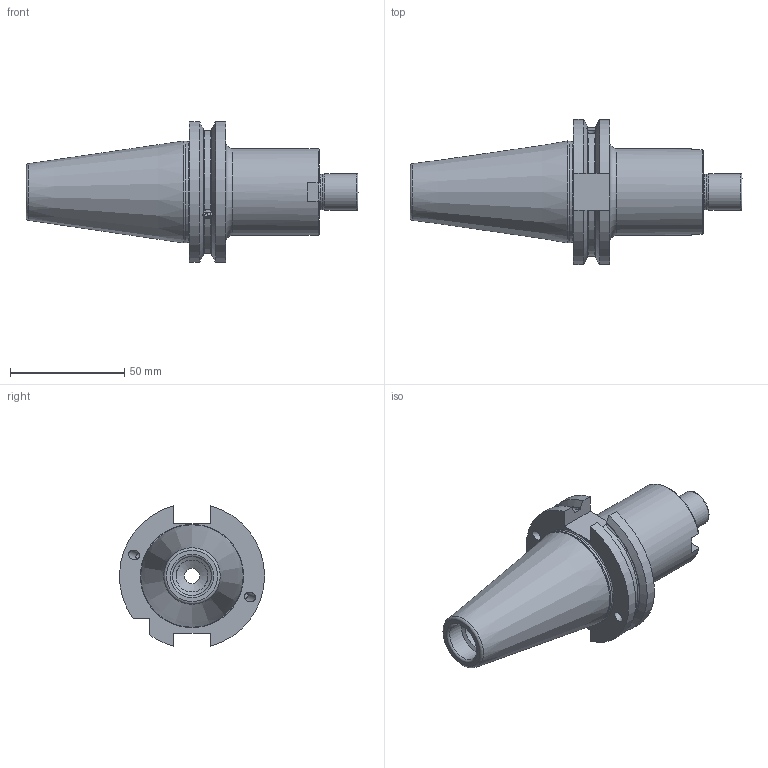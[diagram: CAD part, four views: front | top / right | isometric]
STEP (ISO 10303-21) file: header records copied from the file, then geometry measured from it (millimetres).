
FILE_DESCRIPTION((''),'2;1');
FILE_NAME('7140051-21.stp','2018-06-13T10:38:09',('SCHUESSLER'),(''),'Autodesk Inventor 2012','Autodesk Inventor 2012','');
FILE_SCHEMA(('AUTOMOTIVE_DESIGN { 1 0 10303 214 1 1 1 1 }'));
Length unit declared in the file: millimetre
Products named in the file (1): 7140051-21
Bounding box: 145.4 x 63.54 x 61.48 mm (x, y, z)
Volume: 145798.2 mm3; surface area: 28746.5 mm2
Topology: 1 solids, 1 shells, 112 faces, 322 edges, 209 vertices
Faces by surface type: cylinder 35, plane 33, cone 24, torus 20
Full cylindrical faces by diameter (mm): 1.5 x4, 2.459 x2, 4.2 x4, 6.8 x1, 8.4 x1, 10 x1, 14 x1, 15.4 x1, 16 x1, 17 x1, 38 x1, 44.25 x1
Entity records: 3653 total; most frequent: CARTESIAN_POINT 1073, DIRECTION 527, ORIENTED_EDGE 504, EDGE_CURVE 252, AXIS2_PLACEMENT_3D 223, VERTEX_POINT 183, EDGE_LOOP 161, FACE_OUTER_BOUND 111
